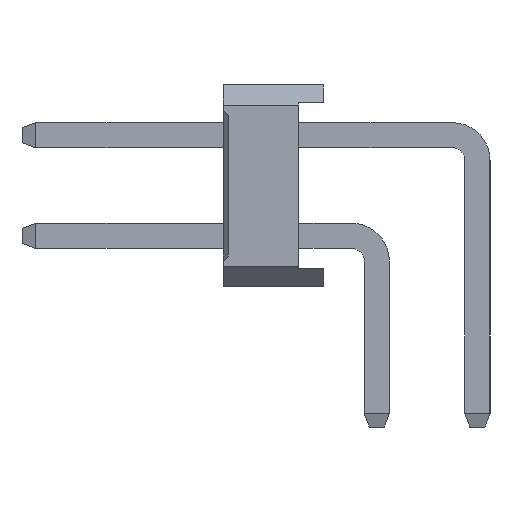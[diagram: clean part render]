
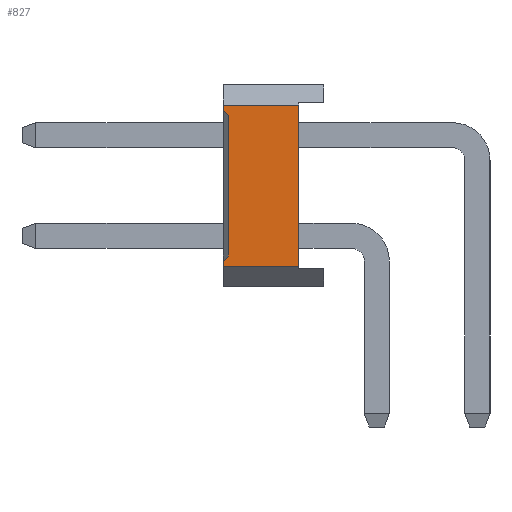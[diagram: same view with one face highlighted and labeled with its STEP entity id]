
A CAD part, left-side view. The second image highlights one B-rep face of the part: STEP entity #827.
In plain terms, the highlighted planar face has unit normal (-1, 0, 0).
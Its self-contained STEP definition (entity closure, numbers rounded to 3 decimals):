
#827=ADVANCED_FACE('',(#15491),#15493,.T.);
#15491=FACE_BOUND('',#15492,.T.);
#15492=EDGE_LOOP('',(#27377,#27378,#27379,#27380,#27381,#27382,#27383,#27384));
#15493=PLANE('',#15494);
#15494=AXIS2_PLACEMENT_3D('',#15495,#15496,#15497);
#15495=CARTESIAN_POINT('',(-1.,1.05,0.4));
#15496=DIRECTION('',(-1.,0.,0.));
#15497=DIRECTION('',(0.,0.,1.));
#27377=ORIENTED_EDGE('',*,*,#35245,.F.);
#27378=ORIENTED_EDGE('',*,*,#35246,.T.);
#27379=ORIENTED_EDGE('',*,*,#35247,.F.);
#27380=ORIENTED_EDGE('',*,*,#34536,.F.);
#27381=ORIENTED_EDGE('',*,*,#35243,.F.);
#27382=ORIENTED_EDGE('',*,*,#35248,.T.);
#27383=ORIENTED_EDGE('',*,*,#35249,.T.);
#27384=ORIENTED_EDGE('',*,*,#34540,.F.);
#34536=EDGE_CURVE('',#38641,#38643,#38644,.T.);
#34540=EDGE_CURVE('',#38649,#38651,#38652,.T.);
#35243=EDGE_CURVE('',#39970,#38641,#39972,.T.);
#35245=EDGE_CURVE('',#39974,#38649,#39975,.F.);
#35246=EDGE_CURVE('',#39974,#39976,#39977,.T.);
#35247=EDGE_CURVE('',#38643,#39976,#39978,.F.);
#35248=EDGE_CURVE('',#39970,#39979,#39980,.T.);
#35249=EDGE_CURVE('',#39979,#38651,#39981,.T.);
#38641=VERTEX_POINT('',#45362);
#38643=VERTEX_POINT('',#45366);
#38644=LINE('',#45367,#45368);
#38649=VERTEX_POINT('',#45378);
#38651=VERTEX_POINT('',#45382);
#38652=LINE('',#45383,#45384);
#39970=VERTEX_POINT('',#48105);
#39972=LINE('',#48109,#48110);
#39974=VERTEX_POINT('',#48115);
#39975=LINE('',#48116,#48117);
#39976=VERTEX_POINT('',#48119);
#39977=LINE('',#48120,#48121);
#39978=LINE('',#48123,#48124);
#39979=VERTEX_POINT('',#48126);
#39980=LINE('',#48127,#48128);
#39981=LINE('',#48130,#48131);
#45362=CARTESIAN_POINT('',(-1.,3.05,0.4));
#45366=CARTESIAN_POINT('',(-1.,3.05,0.5));
#45367=CARTESIAN_POINT('',(-1.,3.05,0.4));
#45368=VECTOR('',#45369,1.);
#45369=DIRECTION('',(0.,0.,1.));
#45378=CARTESIAN_POINT('',(-1.,3.05,3.5));
#45382=CARTESIAN_POINT('',(-1.,3.05,3.6));
#45383=CARTESIAN_POINT('',(-1.,3.05,3.5));
#45384=VECTOR('',#45385,1.);
#45385=DIRECTION('',(0.,0.,1.));
#48105=CARTESIAN_POINT('',(-1.,1.55,0.4));
#48109=CARTESIAN_POINT('',(-1.,1.55,0.4));
#48110=VECTOR('',#48111,1.);
#48111=DIRECTION('',(0.,1.,0.));
#48115=CARTESIAN_POINT('',(-1.,2.95,3.4));
#48116=CARTESIAN_POINT('',(-1.,3.05,3.5));
#48117=VECTOR('',#48118,1.);
#48118=DIRECTION('',(0.,-0.707,-0.707));
#48119=CARTESIAN_POINT('',(-1.,2.95,0.6));
#48120=CARTESIAN_POINT('',(-1.,2.95,3.4));
#48121=VECTOR('',#48122,1.);
#48122=DIRECTION('',(0.,0.,-1.));
#48123=CARTESIAN_POINT('',(-1.,2.95,0.6));
#48124=VECTOR('',#48125,1.);
#48125=DIRECTION('',(0.,0.707,-0.707));
#48126=CARTESIAN_POINT('',(-1.,1.55,3.6));
#48127=CARTESIAN_POINT('',(-1.,1.55,0.4));
#48128=VECTOR('',#48129,1.);
#48129=DIRECTION('',(0.,0.,1.));
#48130=CARTESIAN_POINT('',(-1.,1.55,3.6));
#48131=VECTOR('',#48132,1.);
#48132=DIRECTION('',(0.,1.,0.));
